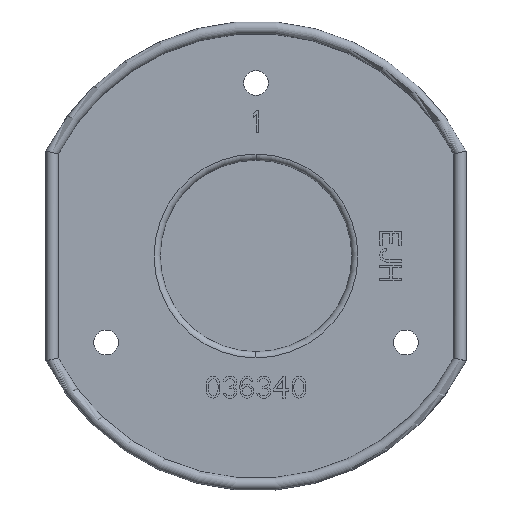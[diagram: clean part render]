
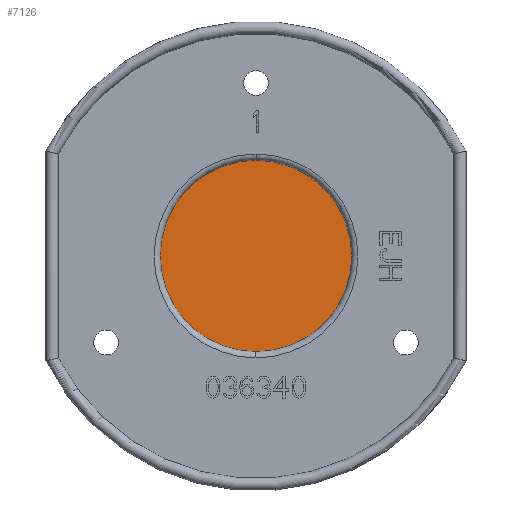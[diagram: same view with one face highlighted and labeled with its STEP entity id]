
A CAD part, top view. The second image highlights one B-rep face of the part: STEP entity #7126.
In plain terms, the highlighted planar face has unit normal (0, 0, 1).
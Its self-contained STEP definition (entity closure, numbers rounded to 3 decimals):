
#1736=CARTESIAN_POINT('',(0.,0.,0.1));
#1737=DIRECTION('',(0.,0.,-1.));
#1738=DIRECTION('',(0.,-1.,0.));
#1739=AXIS2_PLACEMENT_3D('',#1736,#1737,#1738);
#1754=CARTESIAN_POINT('',(0.,0.,0.1));
#1755=DIRECTION('',(0.,0.,-1.));
#1756=DIRECTION('',(0.,1.,0.));
#1757=AXIS2_PLACEMENT_3D('',#1754,#1755,#1756);
#5837=CARTESIAN_POINT('',(0.,15.5,0.1));
#5838=CARTESIAN_POINT('',(0.,-15.5,0.1));
#5839=VERTEX_POINT('',#5837);
#5840=VERTEX_POINT('',#5838);
#7116=CARTESIAN_POINT('',(0.,0.,0.1));
#7117=DIRECTION('',(0.,0.,1.));
#7118=DIRECTION('',(1.,0.,0.));
#7119=AXIS2_PLACEMENT_3D('',#7116,#7117,#7118);
#7120=PLANE('',#7119);
#7122=ORIENTED_EDGE('',*,*,#7121,.T.);
#7123=ORIENTED_EDGE('',*,*,#7106,.T.);
#7124=EDGE_LOOP('',(#7122,#7123));
#7125=FACE_OUTER_BOUND('',#7124,.F.);
#7126=ADVANCED_FACE('',(#7125),#7120,.T.);
#1740=CIRCLE('',#1739,15.5);
#1758=CIRCLE('',#1757,15.5);
#7106=EDGE_CURVE('',#5840,#5839,#1740,.T.);
#7121=EDGE_CURVE('',#5839,#5840,#1758,.T.);
